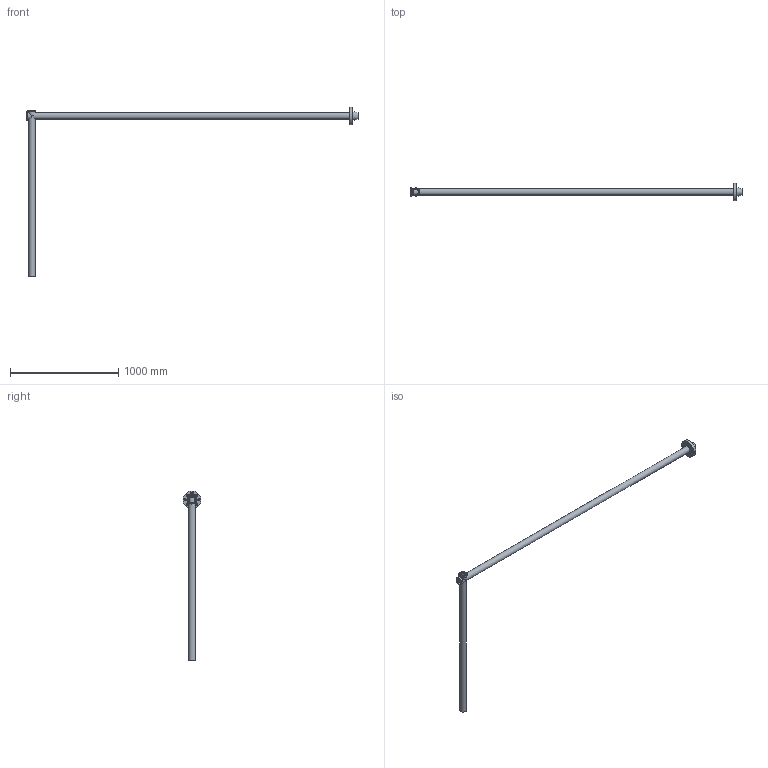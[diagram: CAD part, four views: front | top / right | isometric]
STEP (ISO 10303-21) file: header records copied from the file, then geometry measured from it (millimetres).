
FILE_DESCRIPTION(('Open CASCADE Model'),'2;1');
FILE_NAME('Open CASCADE Shape Model','2025-12-14T05:25:47',('Author'),( 'Open CASCADE'),'Open CASCADE STEP processor 7.8','Open CASCADE 7.8' ,'Unknown');
FILE_SCHEMA(('AUTOMOTIVE_DESIGN { 1 0 10303 214 1 1 1 1 }'));
Length unit declared in the file: millimetre
Products named in the file (5): Open CASCADE STEP translator 7.8 6; Open CASCADE STEP translator 7.8 6.1; Open CASCADE STEP translator 7.8 6.2; Open CASCADE STEP translator 7.8 6.3; Open CASCADE STEP translator 7.8 6.4
Assembly tree (4 placements, depth 2):
  Open CASCADE STEP translator 7.8 6
    Open CASCADE STEP translator 7.8 6.1
    Open CASCADE STEP translator 7.8 6.2
    Open CASCADE STEP translator 7.8 6.3
    Open CASCADE STEP translator 7.8 6.4
Bounding box: 3064 x 165.1 x 1568.55 mm (x, y, z)
Volume: 4969022 mm3; surface area: 1703329.2 mm2
Topology: 4 solids, 4 shells, 40 faces, 78 edges, 48 vertices
Faces by surface type: cylinder 23, plane 14, sphere 2, cone 1
Full cylindrical faces by diameter (mm): 19.05 x8, 49.22 x2, 51.7 x2, 52.578 x1, 60.3 x2, 61.45 x2, 62.8 x2, 75.31 x2, 91.948 x1, 165.1 x1
Entity records: 2208 total; most frequent: CARTESIAN_POINT 483, DIRECTION 340, ORIENTED_EDGE 148, PCURVE 148, DEFINITIONAL_REPRESENTATION 148, LINE 124, VECTOR 124, AXIS2_PLACEMENT_3D 95
